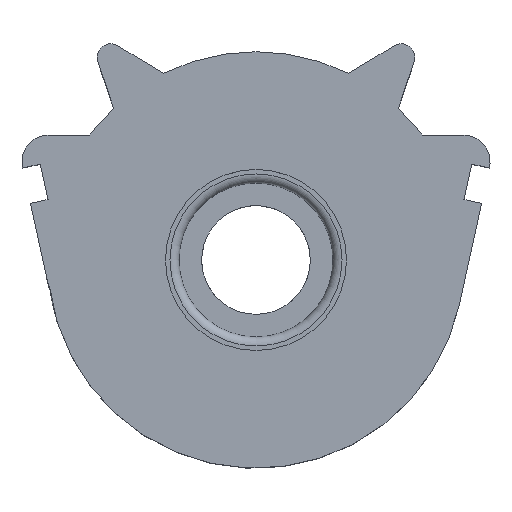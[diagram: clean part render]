
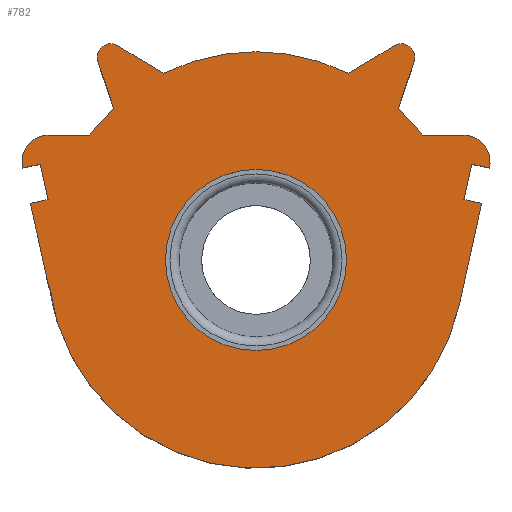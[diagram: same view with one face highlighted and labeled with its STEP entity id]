
A CAD part, top view. The second image highlights one B-rep face of the part: STEP entity #782.
In plain terms, the highlighted planar face has unit normal (0, 0, 1).
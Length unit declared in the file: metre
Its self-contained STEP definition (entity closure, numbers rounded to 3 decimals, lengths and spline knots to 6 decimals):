
#32=CIRCLE('',#840,0.01);
#33=CIRCLE('',#841,0.023);
#34=CIRCLE('',#842,0.003);
#35=CIRCLE('',#843,0.0015);
#36=CIRCLE('',#844,0.023);
#37=CIRCLE('',#845,0.0015);
#38=CIRCLE('',#846,0.003);
#69=ORIENTED_EDGE('',*,*,#301,.F.);
#70=ORIENTED_EDGE('',*,*,#302,.T.);
#71=ORIENTED_EDGE('',*,*,#303,.T.);
#72=ORIENTED_EDGE('',*,*,#304,.T.);
#73=ORIENTED_EDGE('',*,*,#305,.T.);
#74=ORIENTED_EDGE('',*,*,#306,.T.);
#75=ORIENTED_EDGE('',*,*,#307,.F.);
#76=ORIENTED_EDGE('',*,*,#308,.F.);
#77=ORIENTED_EDGE('',*,*,#309,.F.);
#78=ORIENTED_EDGE('',*,*,#310,.F.);
#79=ORIENTED_EDGE('',*,*,#311,.T.);
#80=ORIENTED_EDGE('',*,*,#312,.F.);
#81=ORIENTED_EDGE('',*,*,#313,.T.);
#82=ORIENTED_EDGE('',*,*,#314,.T.);
#83=ORIENTED_EDGE('',*,*,#315,.T.);
#84=ORIENTED_EDGE('',*,*,#316,.T.);
#85=ORIENTED_EDGE('',*,*,#317,.T.);
#86=ORIENTED_EDGE('',*,*,#318,.F.);
#87=ORIENTED_EDGE('',*,*,#319,.T.);
#88=ORIENTED_EDGE('',*,*,#320,.F.);
#89=ORIENTED_EDGE('',*,*,#321,.F.);
#90=ORIENTED_EDGE('',*,*,#322,.T.);
#91=ORIENTED_EDGE('',*,*,#323,.T.);
#92=ORIENTED_EDGE('',*,*,#324,.F.);
#301=EDGE_CURVE('',#417,#417,#32,.T.);
#302=EDGE_CURVE('',#418,#419,#496,.T.);
#303=EDGE_CURVE('',#419,#420,#497,.T.);
#304=EDGE_CURVE('',#420,#421,#498,.T.);
#305=EDGE_CURVE('',#421,#422,#499,.T.);
#306=EDGE_CURVE('',#422,#423,#33,.T.);
#307=EDGE_CURVE('',#424,#423,#500,.T.);
#308=EDGE_CURVE('',#425,#424,#501,.T.);
#309=EDGE_CURVE('',#426,#425,#502,.T.);
#310=EDGE_CURVE('',#427,#426,#503,.T.);
#311=EDGE_CURVE('',#427,#428,#34,.T.);
#312=EDGE_CURVE('',#429,#428,#504,.T.);
#313=EDGE_CURVE('',#429,#430,#505,.T.);
#314=EDGE_CURVE('',#430,#431,#506,.T.);
#315=EDGE_CURVE('',#431,#432,#35,.T.);
#316=EDGE_CURVE('',#432,#433,#507,.T.);
#317=EDGE_CURVE('',#433,#434,#36,.T.);
#318=EDGE_CURVE('',#435,#434,#508,.T.);
#319=EDGE_CURVE('',#435,#436,#37,.T.);
#320=EDGE_CURVE('',#437,#436,#509,.T.);
#321=EDGE_CURVE('',#438,#437,#510,.T.);
#322=EDGE_CURVE('',#438,#439,#511,.T.);
#323=EDGE_CURVE('',#439,#440,#38,.T.);
#324=EDGE_CURVE('',#418,#440,#512,.T.);
#417=VERTEX_POINT('',#1162);
#418=VERTEX_POINT('',#1164);
#419=VERTEX_POINT('',#1165);
#420=VERTEX_POINT('',#1167);
#421=VERTEX_POINT('',#1169);
#422=VERTEX_POINT('',#1171);
#423=VERTEX_POINT('',#1173);
#424=VERTEX_POINT('',#1175);
#425=VERTEX_POINT('',#1177);
#426=VERTEX_POINT('',#1179);
#427=VERTEX_POINT('',#1181);
#428=VERTEX_POINT('',#1183);
#429=VERTEX_POINT('',#1185);
#430=VERTEX_POINT('',#1187);
#431=VERTEX_POINT('',#1189);
#432=VERTEX_POINT('',#1191);
#433=VERTEX_POINT('',#1193);
#434=VERTEX_POINT('',#1195);
#435=VERTEX_POINT('',#1197);
#436=VERTEX_POINT('',#1199);
#437=VERTEX_POINT('',#1201);
#438=VERTEX_POINT('',#1203);
#439=VERTEX_POINT('',#1205);
#440=VERTEX_POINT('',#1207);
#496=LINE('',#1163,#576);
#497=LINE('',#1166,#577);
#498=LINE('',#1168,#578);
#499=LINE('',#1170,#579);
#500=LINE('',#1174,#580);
#501=LINE('',#1176,#581);
#502=LINE('',#1178,#582);
#503=LINE('',#1180,#583);
#504=LINE('',#1184,#584);
#505=LINE('',#1186,#585);
#506=LINE('',#1188,#586);
#507=LINE('',#1192,#587);
#508=LINE('',#1196,#588);
#509=LINE('',#1200,#589);
#510=LINE('',#1202,#590);
#511=LINE('',#1204,#591);
#512=LINE('',#1208,#592);
#576=VECTOR('',#927,1.);
#577=VECTOR('',#928,1.);
#578=VECTOR('',#929,1.);
#579=VECTOR('',#930,1.);
#580=VECTOR('',#933,1.);
#581=VECTOR('',#934,1.);
#582=VECTOR('',#935,1.);
#583=VECTOR('',#936,1.);
#584=VECTOR('',#939,1.);
#585=VECTOR('',#940,1.);
#586=VECTOR('',#941,1.);
#587=VECTOR('',#944,1.);
#588=VECTOR('',#947,1.);
#589=VECTOR('',#950,1.);
#590=VECTOR('',#951,1.);
#591=VECTOR('',#952,1.);
#592=VECTOR('',#955,1.);
#652=EDGE_LOOP('',(#69));
#653=EDGE_LOOP('',(#70,#71,#72,#73,#74,#75,#76,#77,#78,#79,#80,#81,#82,
#83,#84,#85,#86,#87,#88,#89,#90,#91,#92));
#703=FACE_BOUND('',#652,.T.);
#704=FACE_BOUND('',#653,.T.);
#754=PLANE('',#839);
#782=ADVANCED_FACE('',(#703,#704),#754,.T.);
#839=AXIS2_PLACEMENT_3D('',#1160,#923,#924);
#840=AXIS2_PLACEMENT_3D('',#1161,#925,#926);
#841=AXIS2_PLACEMENT_3D('',#1172,#931,#932);
#842=AXIS2_PLACEMENT_3D('',#1182,#937,#938);
#843=AXIS2_PLACEMENT_3D('',#1190,#942,#943);
#844=AXIS2_PLACEMENT_3D('',#1194,#945,#946);
#845=AXIS2_PLACEMENT_3D('',#1198,#948,#949);
#846=AXIS2_PLACEMENT_3D('',#1206,#953,#954);
#923=DIRECTION('',(0.,0.,1.));
#924=DIRECTION('',(1.,0.,0.));
#925=DIRECTION('',(0.,0.,1.));
#926=DIRECTION('',(1.,0.,0.));
#927=DIRECTION('',(0.215,-0.977,0.));
#928=DIRECTION('',(-0.977,-0.215,0.));
#929=DIRECTION('',(0.215,-0.977,0.));
#930=DIRECTION('',(0.977,0.215,0.));
#931=DIRECTION('',(0.,0.,1.));
#932=DIRECTION('',(1.,0.,0.));
#933=DIRECTION('',(-0.215,-0.977,0.));
#934=DIRECTION('',(0.977,-0.215,0.));
#935=DIRECTION('',(-0.215,-0.977,0.));
#936=DIRECTION('',(-0.977,0.215,0.));
#937=DIRECTION('',(0.,0.,1.));
#938=DIRECTION('',(1.,0.,0.));
#939=DIRECTION('',(1.,0.,0.));
#940=DIRECTION('',(-0.667,0.745,0.));
#941=DIRECTION('',(0.322,0.947,0.));
#942=DIRECTION('',(0.,0.,1.));
#943=DIRECTION('',(1.,0.,0.));
#944=DIRECTION('',(-0.857,-0.515,0.));
#945=DIRECTION('',(0.,0.,1.));
#946=DIRECTION('',(1.,0.,0.));
#947=DIRECTION('',(0.857,-0.515,0.));
#948=DIRECTION('',(0.,0.,1.));
#949=DIRECTION('',(1.,0.,0.));
#950=DIRECTION('',(-0.322,0.947,0.));
#951=DIRECTION('',(0.667,0.745,0.));
#952=DIRECTION('',(-1.,0.,0.));
#953=DIRECTION('',(0.,0.,1.));
#954=DIRECTION('',(1.,0.,0.));
#955=DIRECTION('',(-0.977,-0.215,0.));
#1160=CARTESIAN_POINT('',(0.,0.,0.013));
#1161=CARTESIAN_POINT('',(0.,-0.005,0.013));
#1162=CARTESIAN_POINT('',(0.01,-0.005,0.013));
#1163=CARTESIAN_POINT('',(-0.023398,0.003632,0.013));
#1164=CARTESIAN_POINT('',(-0.023827,0.005585,0.013));
#1165=CARTESIAN_POINT('',(-0.022969,0.001679,0.013));
#1166=CARTESIAN_POINT('',(-0.022969,0.001679,0.013));
#1167=CARTESIAN_POINT('',(-0.024922,0.001249,0.013));
#1168=CARTESIAN_POINT('',(-0.024337,-0.001413,0.013));
#1169=CARTESIAN_POINT('',(-0.022893,-0.007983,0.013));
#1170=CARTESIAN_POINT('',(-0.022851,-0.007974,0.013));
#1171=CARTESIAN_POINT('',(-0.022808,-0.007964,0.013));
#1172=CARTESIAN_POINT('',(0.,-0.005,0.013));
#1173=CARTESIAN_POINT('',(0.022464,-0.009936,0.013));
#1174=CARTESIAN_POINT('',(0.023693,-0.004343,0.013));
#1175=CARTESIAN_POINT('',(0.024922,0.001249,0.013));
#1176=CARTESIAN_POINT('',(0.023945,0.001464,0.013));
#1177=CARTESIAN_POINT('',(0.022969,0.001679,0.013));
#1178=CARTESIAN_POINT('',(0.023398,0.003632,0.013));
#1179=CARTESIAN_POINT('',(0.023827,0.005585,0.013));
#1180=CARTESIAN_POINT('',(0.024804,0.005371,0.013));
#1181=CARTESIAN_POINT('',(0.02578,0.005156,0.013));
#1182=CARTESIAN_POINT('',(0.02285,0.0058,0.013));
#1183=CARTESIAN_POINT('',(0.02285,0.0088,0.013));
#1184=CARTESIAN_POINT('',(0.021576,0.0088,0.013));
#1185=CARTESIAN_POINT('',(0.0184,0.0088,0.013));
#1186=CARTESIAN_POINT('',(0.017065,0.01029,0.013));
#1187=CARTESIAN_POINT('',(0.015731,0.011779,0.013));
#1188=CARTESIAN_POINT('',(0.01699,0.015489,0.013));
#1189=CARTESIAN_POINT('',(0.017467,0.016891,0.013));
#1190=CARTESIAN_POINT('',(0.016046,0.017374,0.013));
#1191=CARTESIAN_POINT('',(0.015274,0.01866,0.013));
#1192=CARTESIAN_POINT('',(0.013499,0.017594,0.013));
#1193=CARTESIAN_POINT('',(0.010202,0.015614,0.013));
#1194=CARTESIAN_POINT('',(0.,-0.005,0.013));
#1195=CARTESIAN_POINT('',(-0.010202,0.015614,0.013));
#1196=CARTESIAN_POINT('',(-0.013499,0.017594,0.013));
#1197=CARTESIAN_POINT('',(-0.015274,0.01866,0.013));
#1198=CARTESIAN_POINT('',(-0.016046,0.017374,0.013));
#1199=CARTESIAN_POINT('',(-0.017467,0.016891,0.013));
#1200=CARTESIAN_POINT('',(-0.01699,0.015489,0.013));
#1201=CARTESIAN_POINT('',(-0.015731,0.011779,0.013));
#1202=CARTESIAN_POINT('',(-0.017065,0.01029,0.013));
#1203=CARTESIAN_POINT('',(-0.0184,0.0088,0.013));
#1204=CARTESIAN_POINT('',(-0.019351,0.0088,0.013));
#1205=CARTESIAN_POINT('',(-0.02285,0.0088,0.013));
#1206=CARTESIAN_POINT('',(-0.02285,0.0058,0.013));
#1207=CARTESIAN_POINT('',(-0.02578,0.005156,0.013));
#1208=CARTESIAN_POINT('',(-0.023827,0.005585,0.013));
